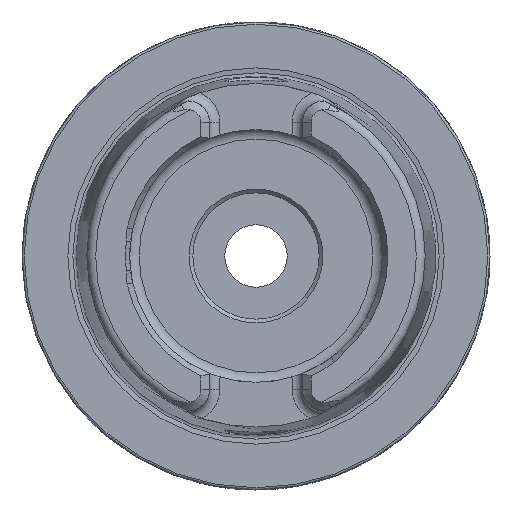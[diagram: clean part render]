
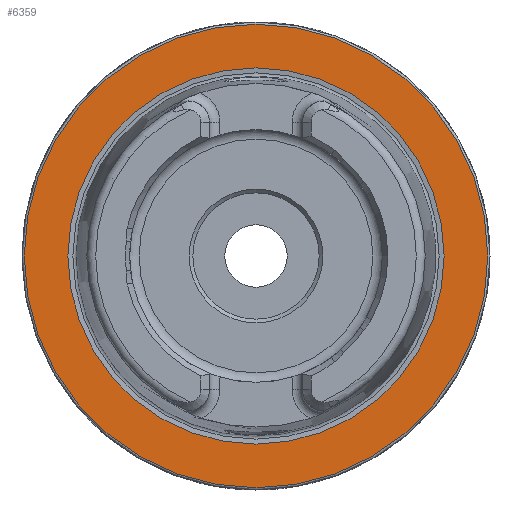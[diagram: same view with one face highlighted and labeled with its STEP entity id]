
A CAD part, left-side view. The second image highlights one B-rep face of the part: STEP entity #6359.
In plain terms, the highlighted planar face has unit normal (-1, 0, 0).
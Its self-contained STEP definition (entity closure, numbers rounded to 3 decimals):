
#443 = AXIS2_PLACEMENT_3D ( 'NONE', #5837, #4239, #3338 ) ;
#513 = EDGE_LOOP ( 'NONE', ( #5749 ) ) ;
#809 = EDGE_CURVE ( 'NONE', #1443, #1443, #2594, .T. ) ;
#870 = CARTESIAN_POINT ( 'NONE',  ( 0., 0., 0. ) ) ;
#1443 = VERTEX_POINT ( 'NONE', #6290 ) ;
#1636 = CARTESIAN_POINT ( 'NONE',  ( 0., 31.2, 0. ) ) ;
#1899 = DIRECTION ( 'NONE',  ( 0., 0., 1. ) ) ;
#2594 = CIRCLE ( 'NONE', #443, 31.2 ) ;
#2967 = CIRCLE ( 'NONE', #4486, 25.324 ) ;
#3143 = FACE_OUTER_BOUND ( 'NONE', #5196, .T. ) ;
#3220 = DIRECTION ( 'NONE',  ( 1., 0., 0. ) ) ;
#3241 = DIRECTION ( 'NONE',  ( 0., 0., -1. ) ) ;
#3338 = DIRECTION ( 'NONE',  ( 0., 0., 1. ) ) ;
#3560 = FACE_BOUND ( 'NONE', #513, .T. ) ;
#3827 = AXIS2_PLACEMENT_3D ( 'NONE', #1636, #3220, #3241 ) ;
#4239 = DIRECTION ( 'NONE',  ( -1., 0., 0. ) ) ;
#4486 = AXIS2_PLACEMENT_3D ( 'NONE', #870, #5506, #1899 ) ;
#4575 = EDGE_CURVE ( 'NONE', #6433, #6433, #2967, .T. ) ;
#4742 = PLANE ( 'NONE',  #3827 ) ;
#5151 = ORIENTED_EDGE ( 'NONE', *, *, #809, .T. ) ;
#5196 = EDGE_LOOP ( 'NONE', ( #5151 ) ) ;
#5506 = DIRECTION ( 'NONE',  ( -1., 0., 0. ) ) ;
#5749 = ORIENTED_EDGE ( 'NONE', *, *, #4575, .F. ) ;
#5837 = CARTESIAN_POINT ( 'NONE',  ( 0., 0., 0. ) ) ;
#5862 = CARTESIAN_POINT ( 'NONE',  ( 0., 0., 25.324 ) ) ;
#6290 = CARTESIAN_POINT ( 'NONE',  ( 0., 0., 31.2 ) ) ;
#6359 = ADVANCED_FACE ( 'NONE', ( #3560, #3143 ), #4742, .F. ) ;
#6433 = VERTEX_POINT ( 'NONE', #5862 ) ;
